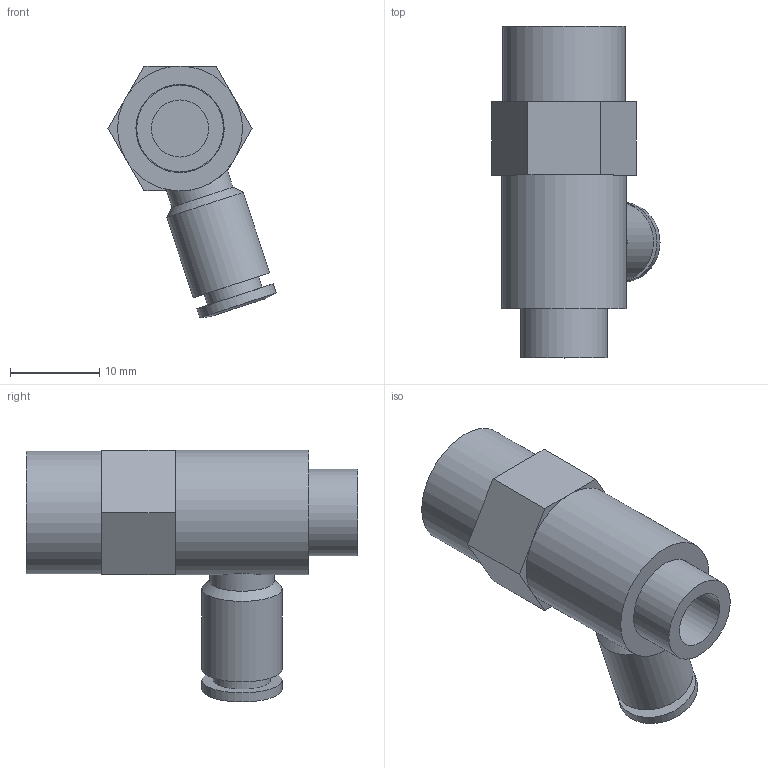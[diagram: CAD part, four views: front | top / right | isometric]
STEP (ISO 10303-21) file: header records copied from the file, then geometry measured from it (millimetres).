
FILE_DESCRIPTION(/* description */ ('Unknown'),/* implementation_level */ '2;1');
FILE_NAME(/* name */ 'T500418@',/* time_stamp */ '2018-09-18T09:55:46-04:00',/* author */ ('Unknown'),/* organization */ ('Unknown'),/* preprocessor_version */ 'ST-DEVELOPER v16.7',/* originating_system */ 'DEX',/* authorisation */ $);
FILE_SCHEMA (('AUTOMOTIVE_DESIGN {1 0 10303 214 3 1 1}'));
Length unit declared in the file: millimetre
Products named in the file (3): T500418@; 50A18U; 130418
Assembly tree (2 placements, depth 2):
  T500418@
    50A18U
    130418
Bounding box: 18.85 x 37.2 x 28.24 mm (x, y, z)
Volume: 5200.9 mm3; surface area: 4162.2 mm2
Topology: 2 solids, 2 shells, 33 faces, 63 edges, 41 vertices
Faces by surface type: plane 17, cylinder 12, cone 4
Full cylindrical faces by diameter (mm): 2.3 x1, 4.134 x1, 4.2 x1, 6.4 x2, 7.2 x1, 9 x2, 9.728 x1, 9.9 x1, 13.7 x1, 14 x1
Entity records: 841 total; most frequent: CARTESIAN_POINT 147, DIRECTION 138, ORIENTED_EDGE 88, FACE_BOUND 61, EDGE_LOOP 60, AXIS2_PLACEMENT_3D 60, EDGE_CURVE 44, VERTEX_POINT 39
